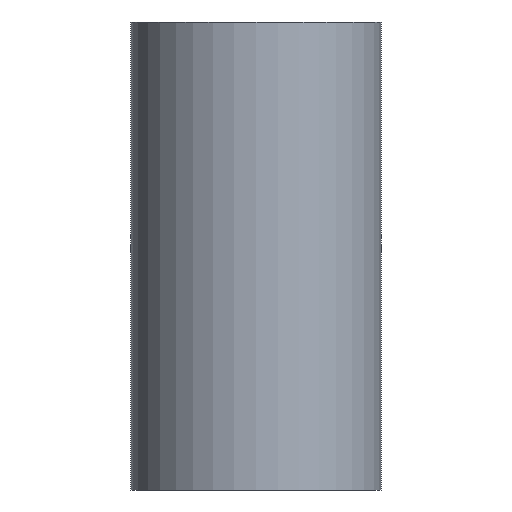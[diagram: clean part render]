
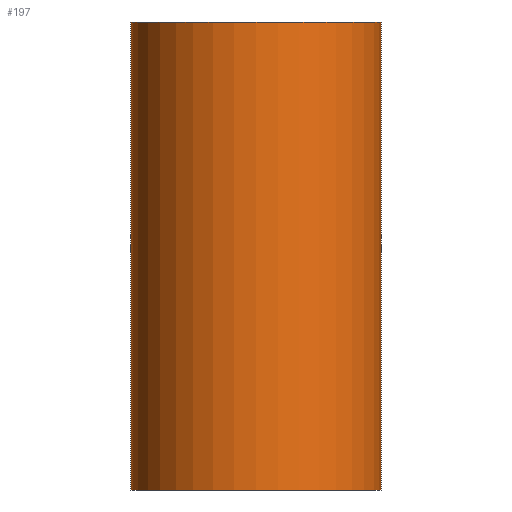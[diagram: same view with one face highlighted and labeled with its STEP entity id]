
A CAD part, front view. The second image highlights one B-rep face of the part: STEP entity #197.
In plain terms, the highlighted cylindrical face has radius 30.5 mm (diameter 61 mm), a full revolution.
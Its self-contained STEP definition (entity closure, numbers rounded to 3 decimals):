
#16=B_SPLINE_CURVE_WITH_KNOTS('',3,(#393,#394,#395,#396,#397,#398,#399,
#400,#401,#402,#403,#404,#405,#406,#407,#408,#409,#410,#411,#412,#413,#414,
#415,#416,#417,#418,#419,#420,#421,#422,#423,#424,#425,#426,#427,#428,#429,
#430,#431,#432,#433,#434,#435,#436,#437,#438,#439,#440,#441,#442,#443,#444,
#445,#446,#447,#448,#449,#450,#451,#452,#453,#454,#455,#456,#457,#458),
 .UNSPECIFIED.,.T.,.F.,(4,2,2,2,2,2,2,2,2,2,2,2,2,2,2,2,2,2,2,2,2,2,2,2,
2,2,2,2,2,2,2,2,4),(0.,0.416,0.832,1.249,
1.665,2.076,2.486,2.897,3.308,
3.719,4.13,4.54,4.951,5.367,
5.784,6.2,6.616,7.032,7.448,
7.865,8.281,8.692,9.102,9.513,
9.924,10.335,10.745,11.156,11.567,
11.983,12.399,12.816,13.232),
 .UNSPECIFIED.);
#29=CYLINDRICAL_SURFACE('',#230,30.5);
#44=FACE_BOUND('',#92,.T.);
#45=FACE_BOUND('',#93,.T.);
#61=FACE_OUTER_BOUND('',#91,.T.);
#91=EDGE_LOOP('',(#174));
#92=EDGE_LOOP('',(#175));
#93=EDGE_LOOP('',(#176));
#101=CIRCLE('',#208,30.5);
#105=CIRCLE('',#215,30.5);
#116=VERTEX_POINT('',#307);
#120=VERTEX_POINT('',#318);
#129=VERTEX_POINT('',#392);
#133=EDGE_CURVE('',#116,#116,#101,.T.);
#137=EDGE_CURVE('',#120,#120,#105,.T.);
#146=EDGE_CURVE('',#129,#129,#16,.T.);
#174=ORIENTED_EDGE('',*,*,#133,.F.);
#175=ORIENTED_EDGE('',*,*,#137,.F.);
#176=ORIENTED_EDGE('',*,*,#146,.T.);
#197=ADVANCED_FACE('',(#61,#44,#45),#29,.T.);
#208=AXIS2_PLACEMENT_3D('',#308,#247,#248);
#215=AXIS2_PLACEMENT_3D('',#319,#261,#262);
#230=AXIS2_PLACEMENT_3D('',#459,#291,#292);
#247=DIRECTION('center_axis',(0.,0.,1.));
#248=DIRECTION('ref_axis',(-1.,0.,0.));
#261=DIRECTION('center_axis',(0.,0.,-1.));
#262=DIRECTION('ref_axis',(-1.,0.,0.));
#291=DIRECTION('center_axis',(0.,0.,1.));
#292=DIRECTION('ref_axis',(-1.,0.,0.));
#307=CARTESIAN_POINT('',(30.5,0.,57.));
#308=CARTESIAN_POINT('Origin',(0.,0.,57.));
#318=CARTESIAN_POINT('',(30.5,0.,-57.));
#319=CARTESIAN_POINT('Origin',(0.,0.,-57.));
#392=CARTESIAN_POINT('',(21.,22.119,0.));
#393=CARTESIAN_POINT('Ctrl Pts',(21.,22.119,0.));
#394=CARTESIAN_POINT('Ctrl Pts',(21.,22.119,1.387));
#395=CARTESIAN_POINT('Ctrl Pts',(20.861,22.254,2.793));
#396=CARTESIAN_POINT('Ctrl Pts',(20.303,22.763,5.545));
#397=CARTESIAN_POINT('Ctrl Pts',(19.886,23.137,6.892));
#398=CARTESIAN_POINT('Ctrl Pts',(18.805,24.023,9.451));
#399=CARTESIAN_POINT('Ctrl Pts',(18.141,24.536,10.665));
#400=CARTESIAN_POINT('Ctrl Pts',(16.62,25.591,12.908));
#401=CARTESIAN_POINT('Ctrl Pts',(15.762,26.132,13.937));
#402=CARTESIAN_POINT('Ctrl Pts',(13.948,27.143,15.75));
#403=CARTESIAN_POINT('Ctrl Pts',(12.927,27.652,16.605));
#404=CARTESIAN_POINT('Ctrl Pts',(10.683,28.594,18.13));
#405=CARTESIAN_POINT('Ctrl Pts',(9.461,29.026,18.8));
#406=CARTESIAN_POINT('Ctrl Pts',(6.885,29.743,19.888));
#407=CARTESIAN_POINT('Ctrl Pts',(5.528,30.027,20.308));
#408=CARTESIAN_POINT('Ctrl Pts',(2.77,30.406,20.864));
#409=CARTESIAN_POINT('Ctrl Pts',(1.369,30.5,21.));
#410=CARTESIAN_POINT('Ctrl Pts',(-1.369,30.5,21.));
#411=CARTESIAN_POINT('Ctrl Pts',(-2.77,30.406,20.864));
#412=CARTESIAN_POINT('Ctrl Pts',(-5.528,30.027,20.308));
#413=CARTESIAN_POINT('Ctrl Pts',(-6.885,29.743,19.888));
#414=CARTESIAN_POINT('Ctrl Pts',(-9.461,29.026,18.8));
#415=CARTESIAN_POINT('Ctrl Pts',(-10.683,28.594,18.13));
#416=CARTESIAN_POINT('Ctrl Pts',(-12.927,27.652,16.605));
#417=CARTESIAN_POINT('Ctrl Pts',(-13.948,27.143,15.75));
#418=CARTESIAN_POINT('Ctrl Pts',(-15.762,26.132,13.937));
#419=CARTESIAN_POINT('Ctrl Pts',(-16.62,25.591,12.908));
#420=CARTESIAN_POINT('Ctrl Pts',(-18.141,24.536,10.665));
#421=CARTESIAN_POINT('Ctrl Pts',(-18.805,24.023,9.451));
#422=CARTESIAN_POINT('Ctrl Pts',(-19.886,23.137,6.892));
#423=CARTESIAN_POINT('Ctrl Pts',(-20.303,22.763,5.545));
#424=CARTESIAN_POINT('Ctrl Pts',(-20.861,22.254,2.793));
#425=CARTESIAN_POINT('Ctrl Pts',(-21.,22.119,1.387));
#426=CARTESIAN_POINT('Ctrl Pts',(-21.,22.119,-1.387));
#427=CARTESIAN_POINT('Ctrl Pts',(-20.861,22.254,-2.793));
#428=CARTESIAN_POINT('Ctrl Pts',(-20.303,22.763,-5.545));
#429=CARTESIAN_POINT('Ctrl Pts',(-19.886,23.137,-6.892));
#430=CARTESIAN_POINT('Ctrl Pts',(-18.805,24.023,-9.451));
#431=CARTESIAN_POINT('Ctrl Pts',(-18.141,24.536,-10.665));
#432=CARTESIAN_POINT('Ctrl Pts',(-16.62,25.591,-12.908));
#433=CARTESIAN_POINT('Ctrl Pts',(-15.762,26.132,-13.937));
#434=CARTESIAN_POINT('Ctrl Pts',(-13.948,27.143,-15.75));
#435=CARTESIAN_POINT('Ctrl Pts',(-12.927,27.652,-16.605));
#436=CARTESIAN_POINT('Ctrl Pts',(-10.683,28.594,-18.13));
#437=CARTESIAN_POINT('Ctrl Pts',(-9.461,29.026,-18.8));
#438=CARTESIAN_POINT('Ctrl Pts',(-6.885,29.743,-19.888));
#439=CARTESIAN_POINT('Ctrl Pts',(-5.528,30.027,-20.308));
#440=CARTESIAN_POINT('Ctrl Pts',(-2.77,30.406,-20.864));
#441=CARTESIAN_POINT('Ctrl Pts',(-1.369,30.5,-21.));
#442=CARTESIAN_POINT('Ctrl Pts',(1.369,30.5,-21.));
#443=CARTESIAN_POINT('Ctrl Pts',(2.77,30.406,-20.864));
#444=CARTESIAN_POINT('Ctrl Pts',(5.528,30.027,-20.308));
#445=CARTESIAN_POINT('Ctrl Pts',(6.885,29.743,-19.888));
#446=CARTESIAN_POINT('Ctrl Pts',(9.461,29.026,-18.8));
#447=CARTESIAN_POINT('Ctrl Pts',(10.683,28.594,-18.13));
#448=CARTESIAN_POINT('Ctrl Pts',(12.927,27.652,-16.605));
#449=CARTESIAN_POINT('Ctrl Pts',(13.948,27.143,-15.75));
#450=CARTESIAN_POINT('Ctrl Pts',(15.762,26.132,-13.937));
#451=CARTESIAN_POINT('Ctrl Pts',(16.62,25.591,-12.908));
#452=CARTESIAN_POINT('Ctrl Pts',(18.141,24.536,-10.665));
#453=CARTESIAN_POINT('Ctrl Pts',(18.805,24.023,-9.451));
#454=CARTESIAN_POINT('Ctrl Pts',(19.886,23.137,-6.892));
#455=CARTESIAN_POINT('Ctrl Pts',(20.303,22.763,-5.545));
#456=CARTESIAN_POINT('Ctrl Pts',(20.861,22.254,-2.793));
#457=CARTESIAN_POINT('Ctrl Pts',(21.,22.119,-1.387));
#458=CARTESIAN_POINT('Ctrl Pts',(21.,22.119,0.));
#459=CARTESIAN_POINT('Origin',(0.,0.,0.));
